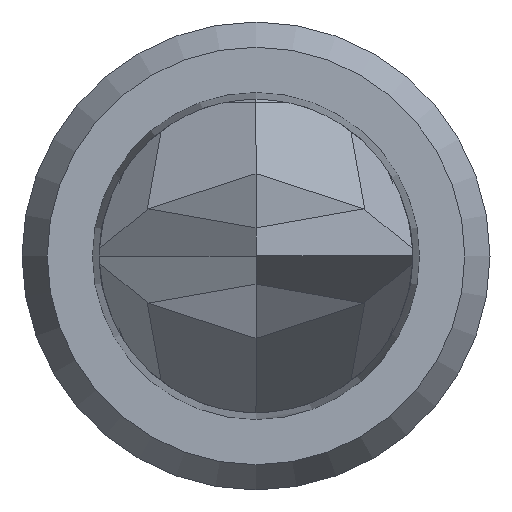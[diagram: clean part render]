
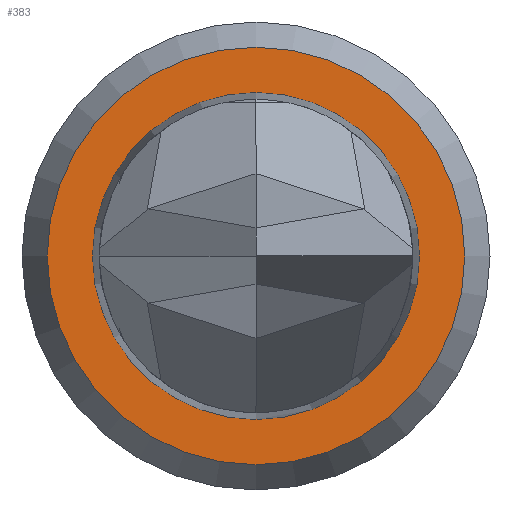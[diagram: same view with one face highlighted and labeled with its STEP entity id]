
A CAD part, left-side view. The second image highlights one B-rep face of the part: STEP entity #383.
In plain terms, the highlighted planar face has unit normal (-1, 0, 0).
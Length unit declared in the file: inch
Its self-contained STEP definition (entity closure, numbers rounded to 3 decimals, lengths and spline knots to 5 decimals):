
#63 = EDGE_LOOP ( 'NONE', ( #932 ) ) ;
#80 = AXIS2_PLACEMENT_3D ( 'NONE', #352, #760, #261 ) ;
#90 = DIRECTION ( 'NONE',  ( -1., 0., 0. ) ) ;
#212 = CARTESIAN_POINT ( 'NONE',  ( -0.0565, -0.01879, 0. ) ) ;
#261 = DIRECTION ( 'NONE',  ( 0., -1., 0. ) ) ;
#270 = FACE_BOUND ( 'NONE', #742, .T. ) ;
#279 = EDGE_CURVE ( 'NONE', #831, #831, #928, .T. ) ;
#352 = CARTESIAN_POINT ( 'NONE',  ( -0.0565, 0., 0. ) ) ;
#383 = ADVANCED_FACE ( 'NONE', ( #270, #574 ), #672, .T. ) ;
#393 = CARTESIAN_POINT ( 'NONE',  ( -0.0565, 0.024, 0. ) ) ;
#510 = AXIS2_PLACEMENT_3D ( 'NONE', #1043, #841, #1239 ) ;
#539 = EDGE_CURVE ( 'NONE', #634, #634, #650, .T. ) ;
#574 = FACE_OUTER_BOUND ( 'NONE', #63, .T. ) ;
#598 = CARTESIAN_POINT ( 'NONE',  ( -0.0565, 0.024, 0. ) ) ;
#634 = VERTEX_POINT ( 'NONE', #598 ) ;
#650 = CIRCLE ( 'NONE', #510, 0.024 ) ;
#672 = PLANE ( 'NONE',  #869 ) ;
#742 = EDGE_LOOP ( 'NONE', ( #781 ) ) ;
#760 = DIRECTION ( 'NONE',  ( 1., 0., 0. ) ) ;
#781 = ORIENTED_EDGE ( 'NONE', *, *, #279, .T. ) ;
#831 = VERTEX_POINT ( 'NONE', #212 ) ;
#841 = DIRECTION ( 'NONE',  ( 1., 0., 0. ) ) ;
#869 = AXIS2_PLACEMENT_3D ( 'NONE', #393, #90, #1160 ) ;
#928 = CIRCLE ( 'NONE', #80, 0.01879 ) ;
#932 = ORIENTED_EDGE ( 'NONE', *, *, #539, .F. ) ;
#1043 = CARTESIAN_POINT ( 'NONE',  ( -0.0565, 0., 0. ) ) ;
#1160 = DIRECTION ( 'NONE',  ( 0., -1., 0. ) ) ;
#1239 = DIRECTION ( 'NONE',  ( 0., 1., 0. ) ) ;
